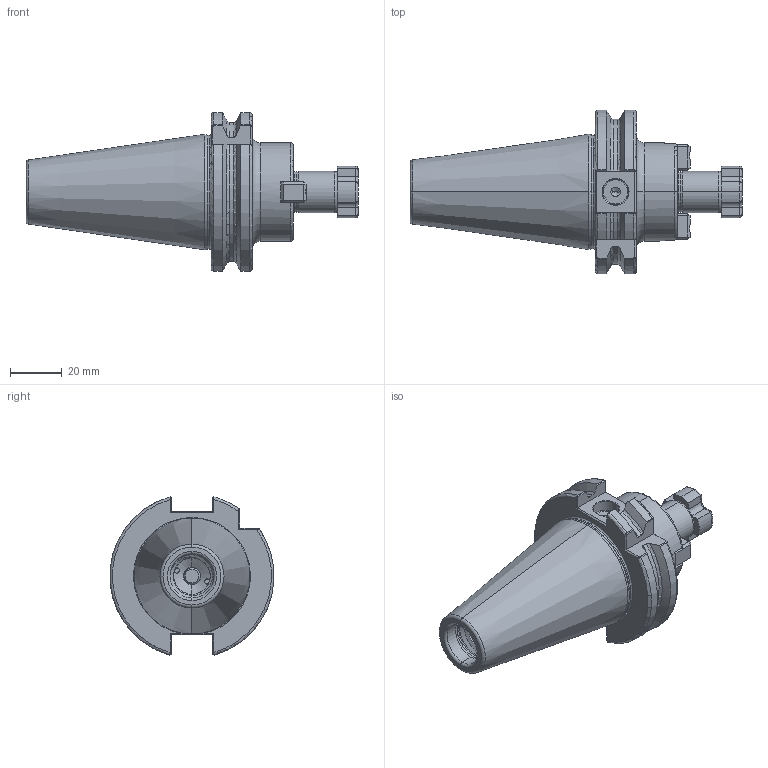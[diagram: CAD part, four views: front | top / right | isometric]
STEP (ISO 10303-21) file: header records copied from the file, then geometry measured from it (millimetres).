
FILE_DESCRIPTION (( 'STEP AP203' ), '1' );
FILE_NAME ('402.11.16.STEP', '2016-07-23T01:49:53', ( '' ), ( '' ), 'SwSTEP 2.0', 'SolidWorks 2012', '' );
FILE_SCHEMA (( 'CONFIG_CONTROL_DESIGN' ));
Length unit declared in the file: millimetre
Products named in the file (5): 面銑刀墊塊16; 十字螺絲FMB16; 102.11.16_M3xP0.5-12L; 402.11.16
Assembly tree (6 placements, depth 2):
  402.11.16
    402.11.16
    十字螺絲FMB16
    面銑刀墊塊16  x2
    102.11.16_M3xP0.5-12L  x2
Bounding box: 128.4 x 63.34 x 61.24 mm (x, y, z)
Volume: 120601.7 mm3; surface area: 29605.2 mm2
Topology: 6 solids, 6 shells, 621 faces, 1641 edges, 1023 vertices
Faces by surface type: cylinder 300, plane 160, cone 65, torus 62, bspline 34
Entity records: 31280 total; most frequent: CARTESIAN_POINT 19507, ORIENTED_EDGE 2686, DIRECTION 2039, EDGE_CURVE 1343, VERTEX_POINT 847, AXIS2_PLACEMENT_3D 769, EDGE_LOOP 518, FACE_OUTER_BOUND 507
